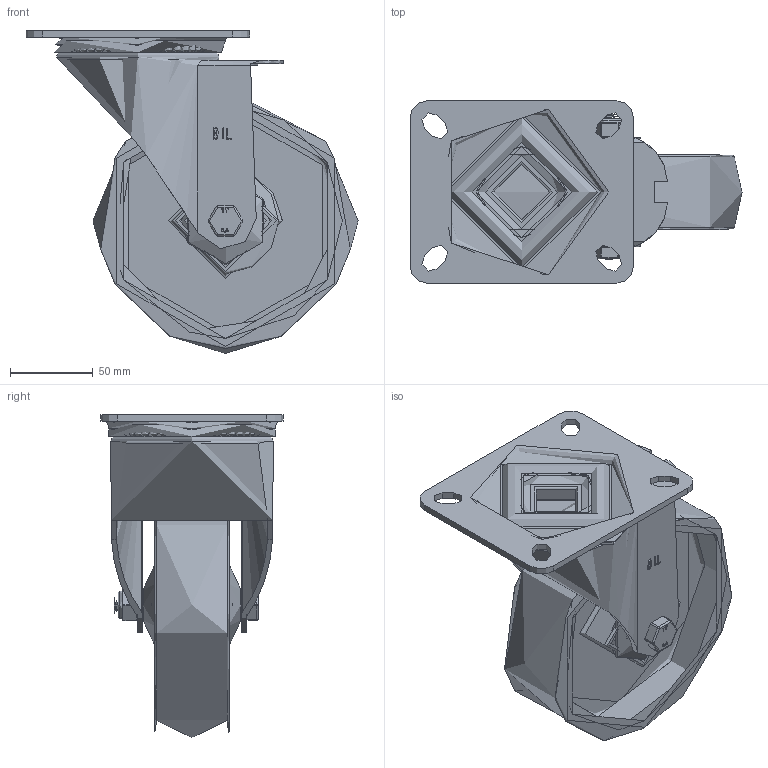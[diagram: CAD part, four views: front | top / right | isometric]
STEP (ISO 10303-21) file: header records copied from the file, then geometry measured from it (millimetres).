
FILE_DESCRIPTION(/* description */ (''),/* implementation_level */ '2;1');
FILE_NAME(/* name */ 'BZMM160NYBJ.step',/* time_stamp */ '2024-06-11T14:49:30+01:00',/* author */ (''),/* organization */ (''),/* preprocessor_version */ 'ST-DEVELOPER v20',/* originating_system */ 'Autodesk Translation Framework v13.14.0.145',/* authorisation */ '');
FILE_SCHEMA (('AUTOMOTIVE_DESIGN { 1 0 10303 214 3 1 1 }'));
Length unit declared in the file: millimetre
Products named in the file (25): BZMM160NYBJ; BZH160WNYBJM12 v1; NYLON WHEEL; NYLON WHEEL2; CAP; BEARING6204; INNER; OUTER; BALL BEARINGS; Component3; MIDDLE; RUBBER; HEXBOLTM12X80Z8.8 v2; GRADE 8.8 ZINC PLATED BOLT; NYLOCM12Z v1; NYLOC NUT; NUT; RUBBER (1); BZMM150AS - 2 v3; ZINC PLATED, PRESSED STEEL TOP PLATE; ZINC PLATED, PRESSED STEEL TOP PLATE Geometry; BALL BEARINGS (1); Component1; ZINC PLATED, PRESSED STEEL FORKS; BEARING SEAL
Assembly tree (71 placements, depth 5):
  BZMM160NYBJ
    BZH160WNYBJM12 v1
      NYLON WHEEL
        CAP  x2
        NYLON WHEEL2
      BEARING6204
        INNER
        OUTER
        BALL BEARINGS
          Component3  x8
        MIDDLE
        RUBBER
    HEXBOLTM12X80Z8.8 v2
      GRADE 8.8 ZINC PLATED BOLT
    NYLOCM12Z v1
      NYLOC NUT
        NUT
        RUBBER (1)
    BZMM150AS - 2 v3
      ZINC PLATED, PRESSED STEEL TOP PLATE
        ZINC PLATED, PRESSED STEEL TOP PLATE Geometry
        BALL BEARINGS (1)
          Component1  x40
      ZINC PLATED, PRESSED STEEL FORKS
      BEARING SEAL
Bounding box: 200.5 x 110 x 195 mm (x, y, z)
Volume: 518835.1 mm3; surface area: 237463.9 mm2
Topology: 62 solids, 62 shells, 791 faces, 1974 edges, 1295 vertices
Faces by surface type: plane 283, bspline 198, cylinder 177, sphere 82, torus 35, cone 16
Full cylindrical faces by diameter (mm): 9.836 x18, 11.834 x18, 12 x3, 12.2 x2, 12.4 x2, 14 x2, 18 x1, 18.5 x3, 20 x3, 25 x2, 27 x1, 28.5 x4, 30.8 x2, 31.3 x2, 33.75 x1, 35.5 x2, 39.75 x2, 40.3 x2, 40.5 x4, 40.8 x2, 42 x5, 43.5 x2, 47 x2, 48 x2, 49 x2, 50 x1, 53 x2, 56 x2, 64 x2, 78 x1
Entity records: 32689 total; most frequent: CARTESIAN_POINT 15644, ORIENTED_EDGE 3546, DIRECTION 2957, EDGE_CURVE 1773, VERTEX_POINT 1176, AXIS2_PLACEMENT_3D 1088, EDGE_LOOP 875, LINE 781
